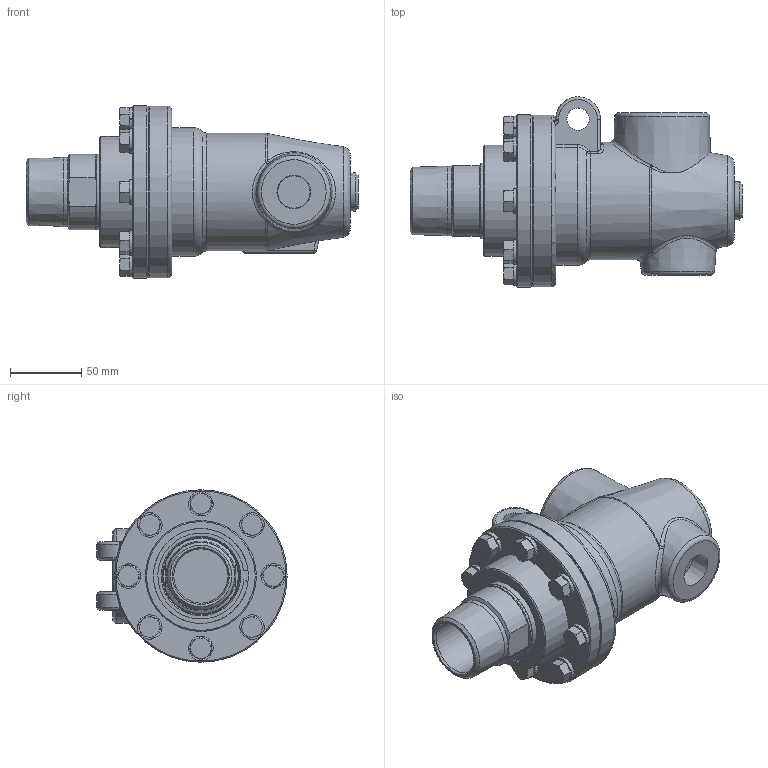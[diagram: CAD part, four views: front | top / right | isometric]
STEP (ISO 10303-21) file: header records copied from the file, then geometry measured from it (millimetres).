
FILE_DESCRIPTION(/* description */ (''),/* implementation_level */ '2;1');
FILE_NAME(/* name */ 'BC-54065-24-50-IC.stp',/* time_stamp */ '2020-05-20T09:30:32-05:00',/* author */ ('dyurkovich'),/* organization */ (''),/* preprocessor_version */ 'ST-DEVELOPER v18',/* originating_system */ 'Autodesk Inventor 2020',/* authorisation */ '');
FILE_SCHEMA (('AUTOMOTIVE_DESIGN { 1 0 10303 214 3 1 1 }'));
Length unit declared in the file: millimetre
Products named in the file (1): BC-54065-24-50-IC
Bounding box: 233.24 x 133.7 x 121.2 mm (x, y, z)
Volume: 1190442.4 mm3; surface area: 126521.6 mm2
Topology: 1 solids, 3 shells, 990 faces, 2548 edges, 1649 vertices
Faces by surface type: plane 552, bspline 233, cylinder 91, cone 84, torus 26, sphere 4
Full cylindrical faces by diameter (mm): 7.798 x8, 9.525 x8, 10.15 x8, 10.4 x8, 15.75 x2, 38.1 x1, 48.889 x1, 53.1 x1, 53.95 x1, 54.28 x1, 66.7 x2, 68.5 x1, 78 x1, 82.6 x1, 119.1 x1, 120.7 x1, 121.2 x1
Entity records: 33247 total; most frequent: CARTESIAN_POINT 10089, ORIENTED_EDGE 5096, DIRECTION 3997, EDGE_CURVE 2548, VERTEX_POINT 1649, LINE 1445, VECTOR 1445, AXIS2_PLACEMENT_3D 1276
